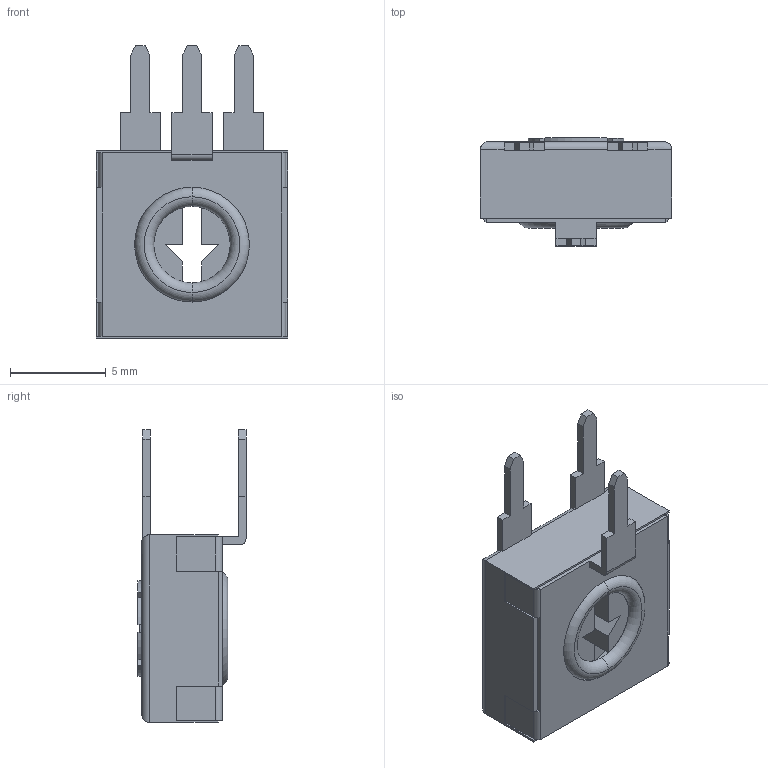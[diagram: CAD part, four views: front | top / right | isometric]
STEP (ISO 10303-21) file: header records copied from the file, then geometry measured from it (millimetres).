
FILE_DESCRIPTION (( 'STEP AP214' ), '1' );
FILE_NAME ('9ACF4F05-00E0-4B31-BFAF-BE193E6E38CC.STEP', '2009-02-24T10:24:24', ( 'sysAdmin' ), ( 'SolidWorks' ), 'SwSTEP 2.0', 'SolidWorks 2009', '' );
FILE_SCHEMA (( 'AUTOMOTIVE_DESIGN' ));
Length unit declared in the file: millimetre
Products named in the file (1): 9ACF4F05-00E0-4B31-BFAF-BE193E6E38CC
Bounding box: 10 x 5.65 x 15.3 mm (x, y, z)
Volume: 382 mm3; surface area: 662.9 mm2
Topology: 8 solids, 8 shells, 293 faces, 784 edges, 514 vertices
Faces by surface type: plane 224, cylinder 47, bspline 18, torus 4
Entity records: 13012 total; most frequent: CARTESIAN_POINT 2774, ORIENTED_EDGE 1568, DIRECTION 1414, EDGE_CURVE 784, VECTOR 626, LINE 626, VERTEX_POINT 514, AXIS2_PLACEMENT_3D 394
